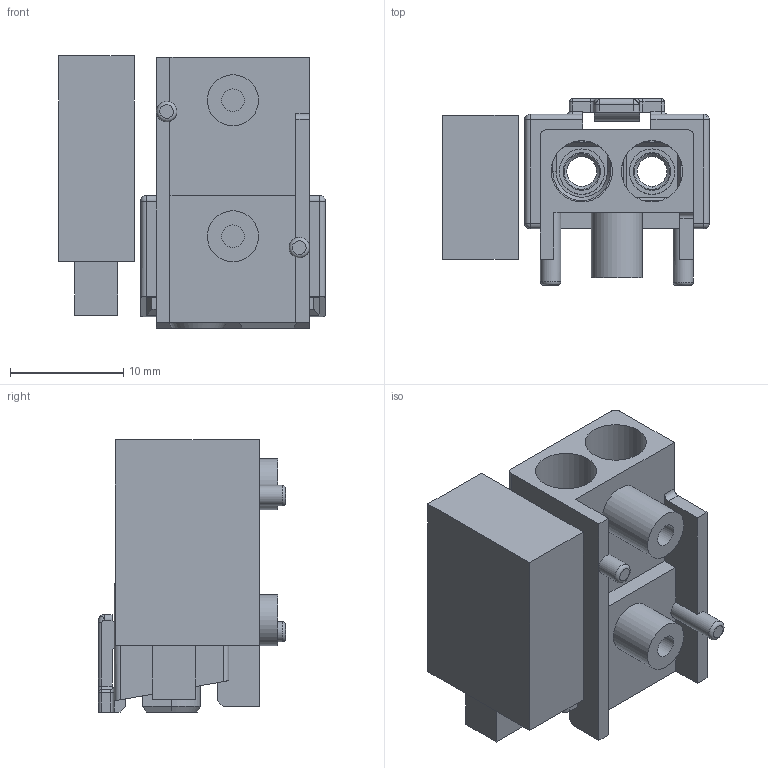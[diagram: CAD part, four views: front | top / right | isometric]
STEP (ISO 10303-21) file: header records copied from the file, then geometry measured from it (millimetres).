
FILE_DESCRIPTION(/* description */ (''),/* implementation_level */ '2;1');
FILE_NAME(/* name */ '276-2194-2_0_BATT-POWER_SWITCH_REV1_ANY_ASM.iam.step',/* time_stamp */ '2020-04-16T23:34:50-04:00',/* author */ ('Jordan'),/* organization */ (''),/* preprocessor_version */ 'ST-DEVELOPER v17',/* originating_system */ 'Autodesk Inventor 2019',/* authorisation */ '');
FILE_SCHEMA (('AUTOMOTIVE_DESIGN { 1 0 10303 214 3 1 1 }'));
Length unit declared in the file: inch
Products named in the file (3): 276-2194-2_0_BATT-POWER_SWITCH_REV1_ANY_ASM; 276-2194-NONE-47360; 276-2194-NONE-42108
Assembly tree (2 placements, depth 2):
  276-2194-2_0_BATT-POWER_SWITCH_REV1_ANY_ASM
    276-2194-NONE-47360
    276-2194-NONE-42108
Bounding box: 23.52 x 16.5 x 24.02 mm (x, y, z)
Volume: 3558.1 mm3; surface area: 4231.9 mm2
Topology: 2 solids, 2 shells, 166 faces, 446 edges, 291 vertices
Faces by surface type: plane 97, cylinder 47, sphere 8, torus 6, cone 6, bspline 2
Full cylindrical faces by diameter (mm): 1.8 x2, 2 x2, 2.63 x2, 3.3 x2, 4 x2, 4.5 x2, 5.4 x2
Entity records: 5647 total; most frequent: CARTESIAN_POINT 1268, DIRECTION 913, ORIENTED_EDGE 888, EDGE_CURVE 444, AXIS2_PLACEMENT_3D 312, VERTEX_POINT 291, LINE 289, VECTOR 289
